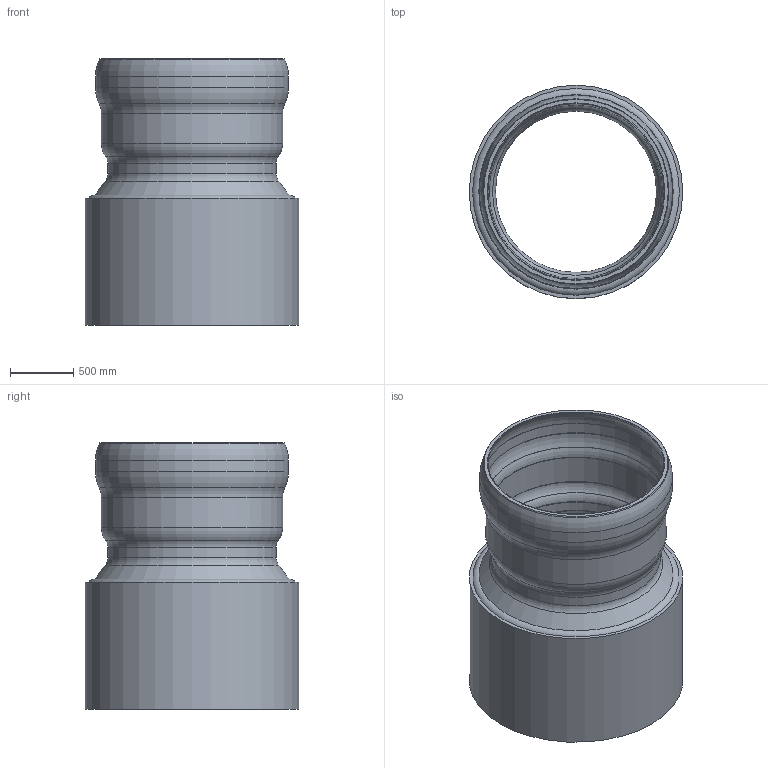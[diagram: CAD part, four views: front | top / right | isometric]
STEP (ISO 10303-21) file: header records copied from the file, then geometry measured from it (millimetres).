
FILE_DESCRIPTION(/* description */ (''),/* implementation_level */ '2;1');
FILE_NAME(/* name */ '08220.125X_3D.stp',/* time_stamp */ '2024-12-11T14:20:07+01:00',/* author */ ('CAD'),/* organization */ (''),/* preprocessor_version */ 'ST-DEVELOPER v20',/* originating_system */ 'AutoCAD Mechanical',/* authorisation */ '');
FILE_SCHEMA (('AUTOMOTIVE_DESIGN { 1 0 10303 214 3 1 1 }'));
Length unit declared in the file: centimetre
Products named in the file (1): Product
Bounding box: 1683 x 1683 x 2100 mm (x, y, z)
Volume: 621463561.6 mm3; surface area: 41665884.4 mm2
Topology: 5 solids, 5 shells, 60 faces, 144 edges, 93 vertices
Faces by surface type: torus 25, cylinder 15, cone 11, plane 9
Full cylindrical faces by diameter (mm): 1270 x1, 1280 x2, 1330 x1, 1370 x1, 1380 x2, 1430 x1, 1460 x1, 1470 x2, 1497 x1, 1507 x2, 1683 x1
Entity records: 1860 total; most frequent: DIRECTION 384, CARTESIAN_POINT 298, ORIENTED_EDGE 288, AXIS2_PLACEMENT_3D 179, EDGE_CURVE 144, CIRCLE 118, VERTEX_POINT 93, EDGE_LOOP 69
